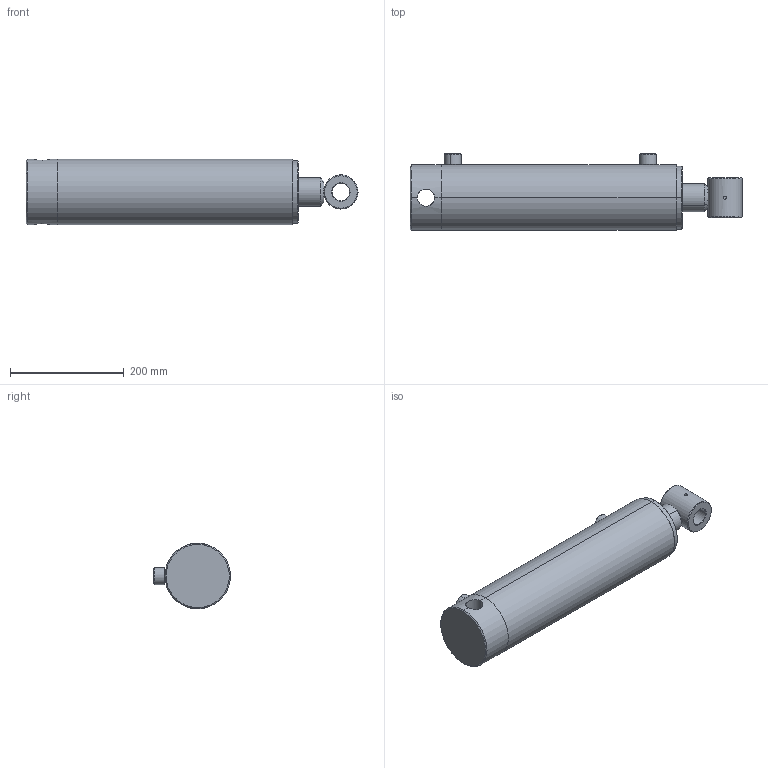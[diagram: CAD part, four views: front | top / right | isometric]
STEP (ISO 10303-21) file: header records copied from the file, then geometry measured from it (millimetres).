
FILE_DESCRIPTION (( 'STEP AP203' ), '1' );
FILE_NAME ('706-3.STEP', '2014-11-03T09:48:26', ( '' ), ( '' ), 'SwSTEP 2.0', 'SolidWorks 2014', '' );
FILE_SCHEMA (( 'CONFIG_CONTROL_DESIGN' ));
Length unit declared in the file: millimetre
Products named in the file (8): D706 - Führung^706-3; P706 - Kolben^706-3; Boden^706-3; ET706; 706-3; TG100115 - Rohr^706-3; Stange^706-3; AL12
Assembly tree (8 placements, depth 2):
  706-3
    TG100115 - Rohr^706-3
    Stange^706-3
    AL12  x2
    D706 - Führung^706-3
    P706 - Kolben^706-3
    Boden^706-3
    ET706
Bounding box: 583 x 135 x 115 mm (x, y, z)
Volume: 3246400.7 mm3; surface area: 521127.4 mm2
Topology: 8 solids, 8 shells, 108 faces, 224 edges, 136 vertices
Faces by surface type: cylinder 50, cone 36, plane 22
Entity records: 4142 total; most frequent: CARTESIAN_POINT 1177, DIRECTION 486, ORIENTED_EDGE 392, AXIS2_PLACEMENT_3D 205, EDGE_CURVE 196, VERTEX_POINT 120, EDGE_LOOP 118, CIRCLE 100
